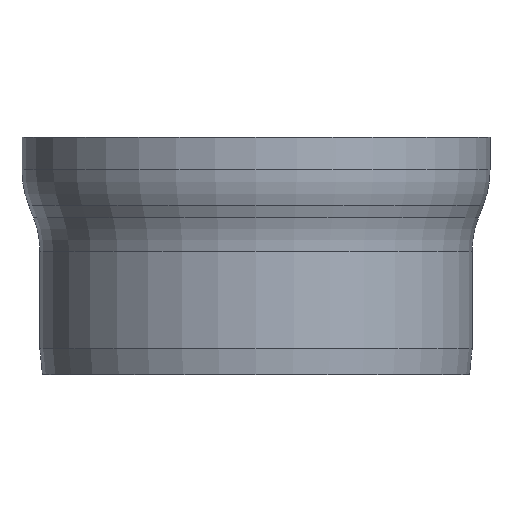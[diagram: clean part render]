
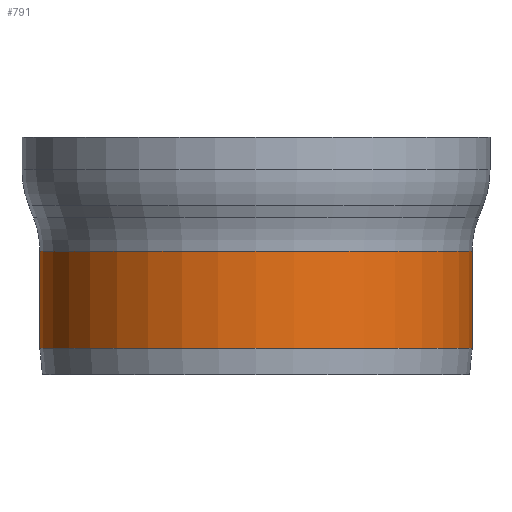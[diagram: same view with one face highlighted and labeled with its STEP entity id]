
A CAD part, front view. The second image highlights one B-rep face of the part: STEP entity #791.
In plain terms, the highlighted cylindrical face has radius 665 mm (diameter 1330 mm), a full revolution.
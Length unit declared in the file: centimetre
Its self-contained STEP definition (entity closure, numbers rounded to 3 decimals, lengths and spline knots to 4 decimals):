
#150=CYLINDRICAL_SURFACE('',#915,66.5);
#204=FACE_OUTER_BOUND('',#239,.T.);
#239=EDGE_LOOP('',(#741,#742,#743,#744,#745,#746));
#289=LINE('',#1535,#339);
#339=VECTOR('',#1210,66.5);
#397=CIRCLE('',#880,66.5);
#398=CIRCLE('',#881,66.5);
#420=CIRCLE('',#913,66.5);
#421=CIRCLE('',#914,66.5);
#461=VERTEX_POINT('',#1472);
#462=VERTEX_POINT('',#1474);
#480=VERTEX_POINT('',#1529);
#481=VERTEX_POINT('',#1531);
#540=EDGE_CURVE('',#462,#461,#397,.T.);
#541=EDGE_CURVE('',#461,#462,#398,.T.);
#568=EDGE_CURVE('',#480,#481,#420,.T.);
#569=EDGE_CURVE('',#481,#480,#421,.T.);
#570=EDGE_CURVE('',#481,#462,#289,.T.);
#741=ORIENTED_EDGE('',*,*,#569,.F.);
#742=ORIENTED_EDGE('',*,*,#570,.T.);
#743=ORIENTED_EDGE('',*,*,#540,.T.);
#744=ORIENTED_EDGE('',*,*,#541,.T.);
#745=ORIENTED_EDGE('',*,*,#570,.F.);
#746=ORIENTED_EDGE('',*,*,#568,.F.);
#791=ADVANCED_FACE('',(#204),#150,.T.);
#880=AXIS2_PLACEMENT_3D('',#1475,#1133,#1134);
#881=AXIS2_PLACEMENT_3D('',#1476,#1135,#1136);
#913=AXIS2_PLACEMENT_3D('',#1532,#1204,#1205);
#914=AXIS2_PLACEMENT_3D('',#1533,#1206,#1207);
#915=AXIS2_PLACEMENT_3D('',#1534,#1208,#1209);
#1133=DIRECTION('center_axis',(0.,0.,
-1.));
#1134=DIRECTION('ref_axis',(1.,0.,0.));
#1135=DIRECTION('center_axis',(0.,0.,
-1.));
#1136=DIRECTION('ref_axis',(1.,0.,0.));
#1204=DIRECTION('center_axis',(0.,0.,
-1.));
#1205=DIRECTION('ref_axis',(-1.,0.,0.));
#1206=DIRECTION('center_axis',(0.,0.,
-1.));
#1207=DIRECTION('ref_axis',(-1.,0.,0.));
#1208=DIRECTION('center_axis',(0.,0.,
-1.));
#1209=DIRECTION('ref_axis',(1.,0.,0.));
#1210=DIRECTION('',(0.,0.,1.));
#1472=CARTESIAN_POINT('',(0.,-66.5,38.));
#1474=CARTESIAN_POINT('',(-66.5,0.,38.));
#1475=CARTESIAN_POINT('Origin',(0.,0.,
38.));
#1476=CARTESIAN_POINT('Origin',(0.,0.,
38.));
#1529=CARTESIAN_POINT('',(0.,-66.5,8.0499));
#1531=CARTESIAN_POINT('',(-66.5,0.,8.0499));
#1532=CARTESIAN_POINT('Origin',(0.,0.,
8.0499));
#1533=CARTESIAN_POINT('Origin',(0.,0.,
8.0499));
#1534=CARTESIAN_POINT('Origin',(0.,0.,
21.5));
#1535=CARTESIAN_POINT('',(-66.5,0.,21.5));
